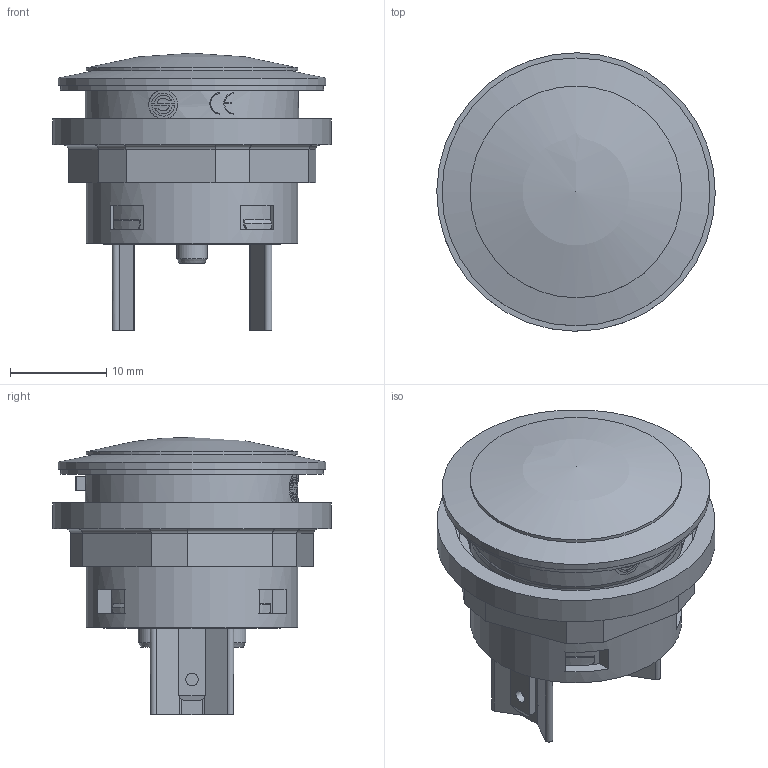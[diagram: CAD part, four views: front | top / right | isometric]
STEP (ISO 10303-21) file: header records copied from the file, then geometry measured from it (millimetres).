
FILE_DESCRIPTION(/* description */ (''),/* implementation_level */ '2;1');
FILE_NAME(/* name */ 'SNL_representative_contact_neu.stp',/* time_stamp */ '2015-11-05T10:55:33+01:00',/* author */ ('mmack'),/* organization */ (''),/* preprocessor_version */ 'ST-DEVELOPER v15.2',/* originating_system */ 'Autodesk Inventor 2014',/* authorisation */ '');
FILE_SCHEMA (('CONFIG_CONTROL_DESIGN'));
Length unit declared in the file: centimetre
Products named in the file (1): SNL A03.0807
Bounding box: 29 x 29 x 28.89 mm (x, y, z)
Volume: 8702.5 mm3; surface area: 4260.9 mm2
Topology: 1 solids, 1 shells, 191 faces, 475 edges, 308 vertices
Faces by surface type: plane 105, cylinder 74, cone 9, torus 2, sphere 1
Full cylindrical faces by diameter (mm): 1.3 x2, 3.2 x3, 18.5 x1, 22 x3, 22.05 x1, 22.2 x1, 22.6 x1, 25.35 x1, 27.4 x1, 27.9 x1, 29 x1
Entity records: 5940 total; most frequent: CARTESIAN_POINT 1494, DIRECTION 910, ORIENTED_EDGE 886, EDGE_CURVE 443, AXIS2_PLACEMENT_3D 327, VERTEX_POINT 300, LINE 256, VECTOR 256
